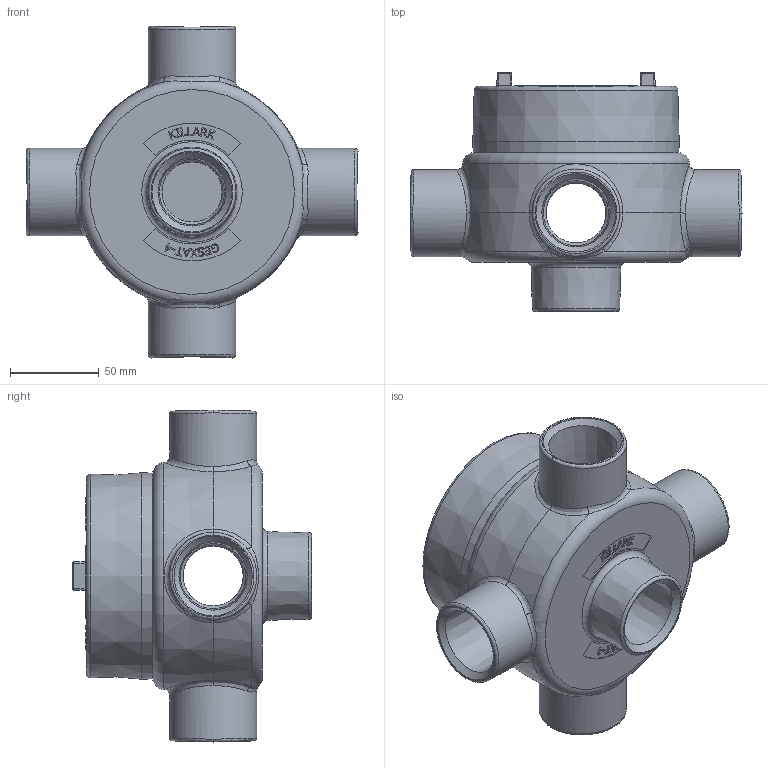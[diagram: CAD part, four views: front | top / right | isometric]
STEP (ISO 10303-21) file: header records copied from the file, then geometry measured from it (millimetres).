
FILE_DESCRIPTION(/* description */ (''),/* implementation_level */ '2;1');
FILE_NAME(/* name */ 'KIL_GESXAT-4.stp',/* time_stamp */ '2021-04-30T15:46:34+05:00',/* author */ ('kr'),/* organization */ (''),/* preprocessor_version */ 'ST-DEVELOPER v18',/* originating_system */ 'Autodesk Inventor 2020',/* authorisation */ '');
FILE_SCHEMA (('AUTOMOTIVE_DESIGN { 1 0 10303 214 3 1 1 }'));
Products named in the file (3): GESLT-3; 04056; 0072200M
Assembly tree (2 placements, depth 2):
  GESLT-3
    04056
    0072200M
Bounding box: 187.32 x 134.94 x 187.32 mm (x, y, z)
Volume: 598244.7 mm3; surface area: 164909.6 mm2
Topology: 2 solids, 2 shells, 4201 faces, 11362 edges, 7539 vertices
Faces by surface type: plane 2841, bspline 1195, cylinder 104, cone 31, torus 18, sphere 12
Full cylindrical faces by diameter (mm): 1.181 x1, 1.41 x1, 4.978 x1, 10.35 x1, 12.7 x1, 33.884 x4, 49.212 x4, 98.044 x1, 98.349 x1, 101.6 x1, 103.048 x1
Entity records: 143071 total; most frequent: CARTESIAN_POINT 45066, ORIENTED_EDGE 22718, DIRECTION 15363, EDGE_CURVE 11359, LINE 8603, VECTOR 8603, VERTEX_POINT 7539, EDGE_LOOP 4588
